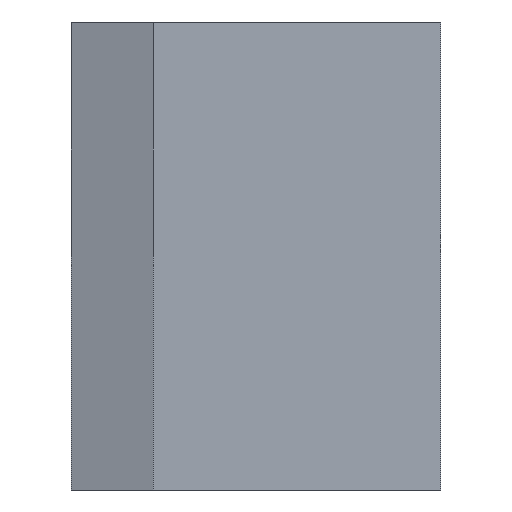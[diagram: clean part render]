
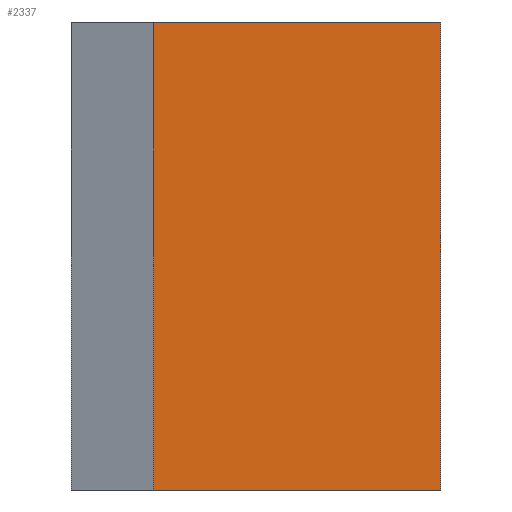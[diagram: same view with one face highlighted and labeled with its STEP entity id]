
A CAD part, left-side view. The second image highlights one B-rep face of the part: STEP entity #2337.
In plain terms, the highlighted planar face has unit normal (-1, 0, 0).
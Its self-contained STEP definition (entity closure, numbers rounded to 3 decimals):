
#676=ORIENTED_EDGE('',*,*,#902,.T.);
#677=ORIENTED_EDGE('',*,*,#793,.F.);
#678=ORIENTED_EDGE('',*,*,#680,.F.);
#679=ORIENTED_EDGE('',*,*,#685,.T.);
#680=EDGE_CURVE('',#1010,#1011,#1230,.T.);
#685=EDGE_CURVE('',#1010,#1015,#1235,.T.);
#793=EDGE_CURVE('',#1011,#1122,#1343,.T.);
#902=EDGE_CURVE('',#1015,#1122,#1452,.T.);
#1010=VERTEX_POINT('',#3022);
#1011=VERTEX_POINT('',#3023);
#1015=VERTEX_POINT('',#3032);
#1122=VERTEX_POINT('',#3249);
#1230=LINE('',#3021,#1560);
#1235=LINE('',#3033,#1565);
#1343=LINE('',#3248,#1673);
#1452=LINE('',#3466,#1782);
#1560=VECTOR('',#2467,1000.);
#1565=VECTOR('',#2474,1000.);
#1673=VECTOR('',#2584,1000.);
#1782=VECTOR('',#2695,1000.);
#2001=EDGE_LOOP('',(#676,#677,#678,#679));
#2113=FACE_BOUND('',#2001,.T.);
#2225=PLANE('',#2462);
#2337=ADVANCED_FACE('',(#2113),#2225,.T.);
#2462=AXIS2_PLACEMENT_3D('',#3681,#3017,#3018);
#2467=DIRECTION('',(0.,0.,-1.));
#2474=DIRECTION('',(0.,1.,0.));
#2584=DIRECTION('',(0.,1.,0.));
#2695=DIRECTION('',(0.,0.,-1.));
#3017=DIRECTION('',(-1.,0.,0.));
#3018=DIRECTION('',(0.,0.,1.));
#3021=CARTESIAN_POINT('',(0.,0.,9.5));
#3022=CARTESIAN_POINT('',(0.,0.,9.5));
#3023=CARTESIAN_POINT('',(0.,0.,-9.5));
#3032=CARTESIAN_POINT('',(0.,11.667,9.5));
#3033=CARTESIAN_POINT('',(0.,0.,9.5));
#3248=CARTESIAN_POINT('',(0.,0.,-9.5));
#3249=CARTESIAN_POINT('',(0.,11.667,-9.5));
#3466=CARTESIAN_POINT('',(0.,11.667,9.5));
#3681=CARTESIAN_POINT('',(0.,0.,9.5));
